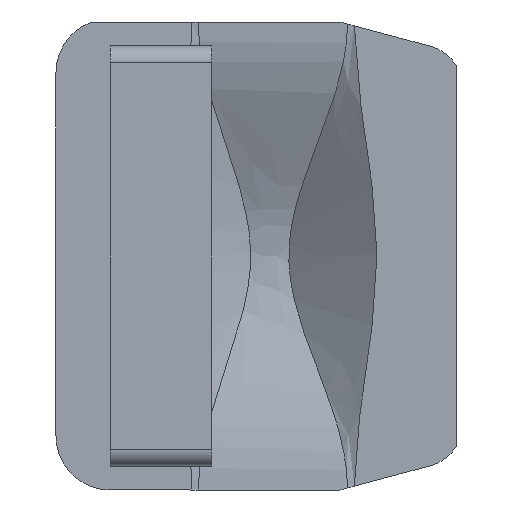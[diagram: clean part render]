
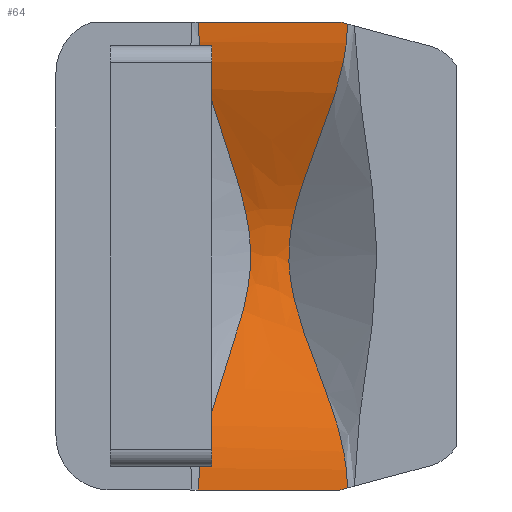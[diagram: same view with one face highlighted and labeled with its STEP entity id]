
A CAD part, left-side view. The second image highlights one B-rep face of the part: STEP entity #64.
In plain terms, the highlighted free-form (B-spline) face has degree [3, 3] with [4, 6] control points.
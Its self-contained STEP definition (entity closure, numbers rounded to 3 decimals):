
#64=ADVANCED_FACE('',(#313),#315,.T.);
#313=FACE_BOUND('',#314,.T.);
#314=EDGE_LOOP('',(#1581,#1582,#1583,#1584,#1585,#1586));
#315=B_SPLINE_SURFACE_WITH_KNOTS('',3,3,(
(#316,#317,#318,#319,#320,#321),
(#322,#323,#324,#325,#326,#327),
(#328,#329,#330,#331,#332,#333),
(#334,#335,#336,#337,#338,#339)),
.UNSPECIFIED.,.F.,.F.,.F.,
(4,4),
(4,2,4),
(0.,1.),
(0.,1.,2.),
.UNSPECIFIED.);
#316=CARTESIAN_POINT('',(27.479,-39.027,-10.953));
#317=CARTESIAN_POINT('',(27.479,-39.027,1.266));
#318=CARTESIAN_POINT('',(37.179,-46.734,12.047));
#319=CARTESIAN_POINT('',(37.179,-46.734,35.047));
#320=CARTESIAN_POINT('',(27.479,-39.027,45.828));
#321=CARTESIAN_POINT('',(27.479,-39.027,58.047));
#322=CARTESIAN_POINT('',(27.479,-46.36,-10.953));
#323=CARTESIAN_POINT('',(27.479,-46.36,1.266));
#324=CARTESIAN_POINT('',(37.179,-48.61,12.047));
#325=CARTESIAN_POINT('',(37.179,-48.61,35.047));
#326=CARTESIAN_POINT('',(27.479,-46.36,45.828));
#327=CARTESIAN_POINT('',(27.479,-46.36,58.047));
#328=CARTESIAN_POINT('',(27.479,-53.693,-10.953));
#329=CARTESIAN_POINT('',(27.479,-53.693,1.337));
#330=CARTESIAN_POINT('',(37.179,-50.487,12.047));
#331=CARTESIAN_POINT('',(37.179,-50.487,35.047));
#332=CARTESIAN_POINT('',(27.479,-53.693,45.757));
#333=CARTESIAN_POINT('',(27.479,-53.693,58.047));
#334=CARTESIAN_POINT('',(27.479,-61.027,-10.953));
#335=CARTESIAN_POINT('',(27.479,-61.027,1.337));
#336=CARTESIAN_POINT('',(37.179,-52.363,12.047));
#337=CARTESIAN_POINT('',(37.179,-52.363,35.047));
#338=CARTESIAN_POINT('',(27.479,-61.027,45.757));
#339=CARTESIAN_POINT('',(27.479,-61.027,58.047));
#1581=ORIENTED_EDGE('',*,*,#2456,.T.);
#1582=ORIENTED_EDGE('',*,*,#2457,.T.);
#1583=ORIENTED_EDGE('',*,*,#2458,.T.);
#1584=ORIENTED_EDGE('',*,*,#2459,.F.);
#1585=ORIENTED_EDGE('',*,*,#2414,.F.);
#1586=ORIENTED_EDGE('',*,*,#2451,.T.);
#2414=EDGE_CURVE('',#2864,#2866,#2867,.T.);
#2451=EDGE_CURVE('',#2864,#2927,#2929,.T.);
#2456=EDGE_CURVE('',#2927,#2937,#2938,.F.);
#2457=EDGE_CURVE('',#2937,#2939,#2940,.T.);
#2458=EDGE_CURVE('',#2939,#2941,#2942,.T.);
#2459=EDGE_CURVE('',#2866,#2941,#2943,.T.);
#2864=VERTEX_POINT('',#3619);
#2866=VERTEX_POINT('',#3623);
#2867=B_SPLINE_CURVE_WITH_KNOTS('',3,
(#3624,#3625,#3626,#3627,#3628,#3629),
.UNSPECIFIED.,.F.,.F.,
(4,2,4),
(0.,0.5,1.),
.UNSPECIFIED.);
#2927=VERTEX_POINT('',#3790);
#2929=LINE('',#3794,#3795);
#2937=VERTEX_POINT('',#3812);
#2938=B_SPLINE_CURVE_WITH_KNOTS('',3,
(#3813,#3814,#3815,#3816,#3817,#3818,#3819,#3820,#3821,#3822,#3823),
.UNSPECIFIED.,.F.,.F.,
(4,1,1,1,1,1,1,1,4),
(0.,0.125,0.25,0.375,0.5,0.625,
0.75,0.875,1.),
.UNSPECIFIED.);
#2939=VERTEX_POINT('',#3824);
#2940=B_SPLINE_CURVE_WITH_KNOTS('',3,
(#3825,#3826,#3827,#3828,#3829,#3830),
.UNSPECIFIED.,.F.,.F.,
(4,2,4),
(0.,0.5,1.),
.UNSPECIFIED.);
#2941=VERTEX_POINT('',#3831);
#2942=B_SPLINE_CURVE_WITH_KNOTS('',3,
(#3832,#3833,#3834,#3835,#3836,#3837,#3838,#3839,#3840,#3841,#3842),
.UNSPECIFIED.,.F.,.F.,
(4,1,1,1,1,1,1,1,4),
(0.,0.125,0.25,0.375,0.5,0.625,
0.75,0.875,1.),
.UNSPECIFIED.);
#2943=LINE('',#3843,#3844);
#3619=CARTESIAN_POINT('',(27.479,-39.027,-10.953));
#3623=CARTESIAN_POINT('',(27.479,-39.027,58.047));
#3624=CARTESIAN_POINT('',(27.479,-39.027,-10.953));
#3625=CARTESIAN_POINT('',(27.479,-39.027,1.266));
#3626=CARTESIAN_POINT('',(37.179,-46.734,12.047));
#3627=CARTESIAN_POINT('',(37.179,-46.734,35.047));
#3628=CARTESIAN_POINT('',(27.479,-39.027,45.828));
#3629=CARTESIAN_POINT('',(27.479,-39.027,58.047));
#3790=CARTESIAN_POINT('',(27.479,-59.893,-10.953));
#3794=CARTESIAN_POINT('',(27.479,-39.027,-10.953));
#3795=VECTOR('',#3796,1.);
#3796=DIRECTION('',(0.,-1.,0.));
#3812=CARTESIAN_POINT('',(27.481,-61.025,-10.649));
#3813=CARTESIAN_POINT('',(27.481,-61.025,-10.649));
#3814=CARTESIAN_POINT('',(27.481,-60.978,-10.662));
#3815=CARTESIAN_POINT('',(27.481,-60.884,-10.687));
#3816=CARTESIAN_POINT('',(27.48,-60.742,-10.725));
#3817=CARTESIAN_POINT('',(27.48,-60.601,-10.763));
#3818=CARTESIAN_POINT('',(27.48,-60.459,-10.801));
#3819=CARTESIAN_POINT('',(27.48,-60.318,-10.839));
#3820=CARTESIAN_POINT('',(27.479,-60.176,-10.877));
#3821=CARTESIAN_POINT('',(27.479,-60.035,-10.915));
#3822=CARTESIAN_POINT('',(27.479,-59.94,-10.94));
#3823=CARTESIAN_POINT('',(27.479,-59.893,-10.953));
#3824=CARTESIAN_POINT('',(27.481,-61.025,57.744));
#3825=CARTESIAN_POINT('',(27.481,-61.025,-10.649));
#3826=CARTESIAN_POINT('',(27.638,-60.885,1.514));
#3827=CARTESIAN_POINT('',(37.179,-52.363,12.142));
#3828=CARTESIAN_POINT('',(37.179,-52.363,34.953));
#3829=CARTESIAN_POINT('',(27.638,-60.885,45.581));
#3830=CARTESIAN_POINT('',(27.481,-61.025,57.744));
#3831=CARTESIAN_POINT('',(27.479,-59.893,58.047));
#3832=CARTESIAN_POINT('',(27.481,-61.025,57.744));
#3833=CARTESIAN_POINT('',(27.481,-60.978,57.757));
#3834=CARTESIAN_POINT('',(27.481,-60.884,57.782));
#3835=CARTESIAN_POINT('',(27.48,-60.742,57.82));
#3836=CARTESIAN_POINT('',(27.48,-60.601,57.858));
#3837=CARTESIAN_POINT('',(27.48,-60.459,57.896));
#3838=CARTESIAN_POINT('',(27.48,-60.318,57.934));
#3839=CARTESIAN_POINT('',(27.479,-60.176,57.971));
#3840=CARTESIAN_POINT('',(27.479,-60.035,58.009));
#3841=CARTESIAN_POINT('',(27.479,-59.94,58.035));
#3842=CARTESIAN_POINT('',(27.479,-59.893,58.047));
#3843=CARTESIAN_POINT('',(27.479,-39.027,58.047));
#3844=VECTOR('',#3845,1.);
#3845=DIRECTION('',(0.,-1.,0.));
